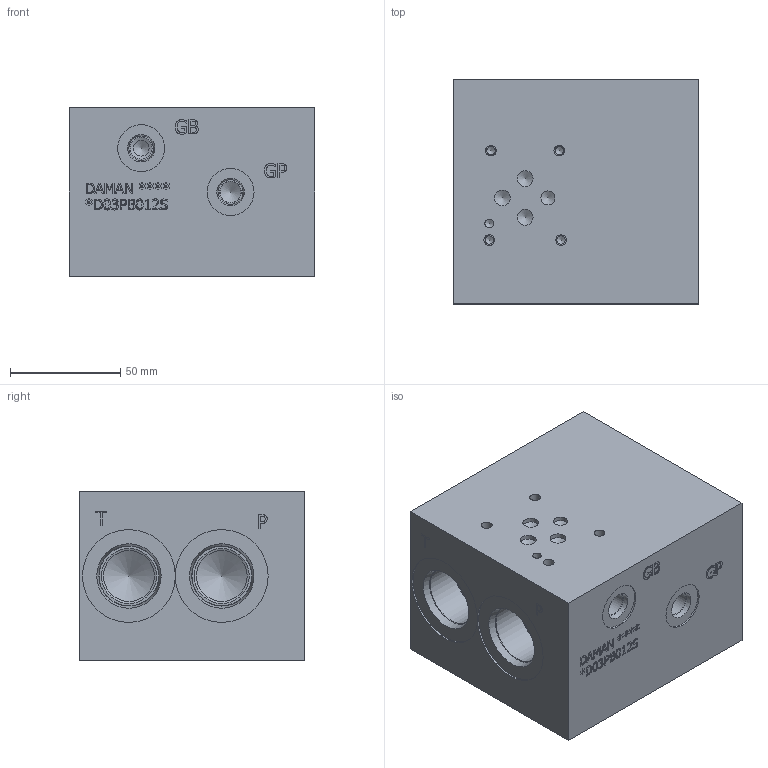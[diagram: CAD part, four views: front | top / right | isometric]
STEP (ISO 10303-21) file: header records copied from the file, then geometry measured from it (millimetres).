
FILE_DESCRIPTION(/* description */ (''),/* implementation_level */ '2;1');
FILE_NAME(/* name */ '_D03PB012S.stp',/* time_stamp */ '2021-01-27T15:25:37-05:00',/* author */ ('devonn'),/* organization */ (''),/* preprocessor_version */ 'ST-DEVELOPER v17',/* originating_system */ 'Autodesk Inventor 2019',/* authorisation */ '');
FILE_SCHEMA (('AUTOMOTIVE_DESIGN { 1 0 10303 214 3 1 1 }'));
Length unit declared in the file: millimetre
Products named in the file (1): Part_DD03PB012S_3D
Bounding box: 111.12 x 101.6 x 76.2 mm (x, y, z)
Volume: 731721.5 mm3; surface area: 77429.7 mm2
Topology: 1 solids, 1 shells, 737 faces, 2008 edges, 1355 vertices
Faces by surface type: plane 400, bspline 211, cylinder 71, cone 55
Full cylindrical faces by diameter (mm): 3.785 x4, 3.962 x1, 4.826 x4, 6.35 x1, 7.137 x5, 7.925 x4, 9.525 x5, 9.881 x3, 11.125 x3, 15.875 x2, 17.501 x2, 19.05 x2, 19.253 x2, 21.285 x3, 23.012 x4, 24.917 x6, 26.99 x6, 27.432 x6, 30.632 x2, 42.037 x6
Entity records: 24853 total; most frequent: CARTESIAN_POINT 6820, ORIENTED_EDGE 3968, DIRECTION 2893, EDGE_CURVE 1984, VERTEX_POINT 1355, LINE 1285, VECTOR 1285, EDGE_LOOP 843
